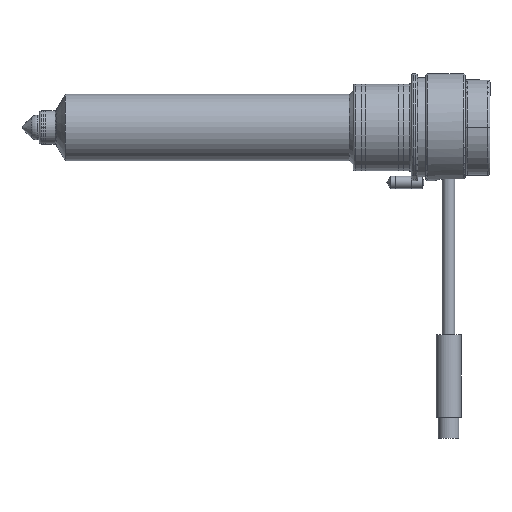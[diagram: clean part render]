
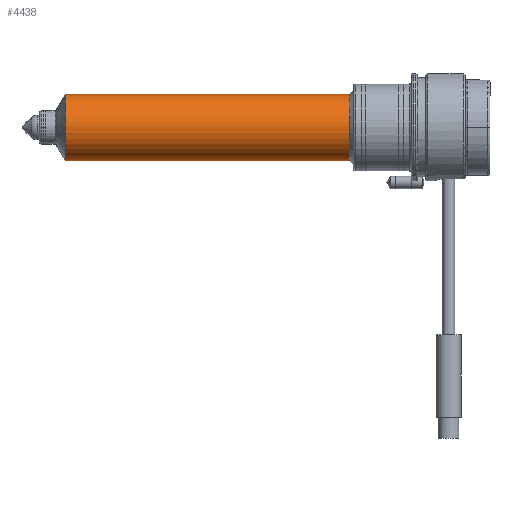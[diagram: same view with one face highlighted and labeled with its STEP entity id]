
A CAD part, top view. The second image highlights one B-rep face of the part: STEP entity #4438.
In plain terms, the highlighted cylindrical face has radius 8 mm (diameter 16 mm), a partial arc.
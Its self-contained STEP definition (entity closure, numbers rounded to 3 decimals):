
#10 = CARTESIAN_POINT ( 'NONE',  ( 8., 0., -79. ) ) ;
#418 = DIRECTION ( 'NONE',  ( 0., 0., -1. ) ) ;
#455 = EDGE_CURVE ( 'NONE', #13281, #5183, #12340, .T. ) ;
#738 = DIRECTION ( 'NONE',  ( 0., 0., -1. ) ) ;
#803 = DIRECTION ( 'NONE',  ( -1., 0., 0. ) ) ;
#1272 = VECTOR ( 'NONE', #418, 1000. ) ;
#1488 = DIRECTION ( 'NONE',  ( -1., 0., 0. ) ) ;
#1774 = CARTESIAN_POINT ( 'NONE',  ( 8., 0., -10.436 ) ) ;
#2180 = CARTESIAN_POINT ( 'NONE',  ( -8., 0., -79. ) ) ;
#2811 = VERTEX_POINT ( 'NONE', #2180 ) ;
#3990 = AXIS2_PLACEMENT_3D ( 'NONE', #5877, #15992, #803 ) ;
#4438 = ADVANCED_FACE ( 'NONE', ( #15751 ), #9029, .T. ) ;
#4553 = CARTESIAN_POINT ( 'NONE',  ( -8., 0., 0. ) ) ;
#5183 = VERTEX_POINT ( 'NONE', #10 ) ;
#5436 = CIRCLE ( 'NONE', #15066, 8. ) ;
#5484 = DIRECTION ( 'NONE',  ( 0., 0., 1. ) ) ;
#5877 = CARTESIAN_POINT ( 'NONE',  ( 0., 0., -10.436 ) ) ;
#6134 = LINE ( 'NONE', #4553, #9891 ) ;
#6530 = CARTESIAN_POINT ( 'NONE',  ( 0., 0., -79. ) ) ;
#7914 = ORIENTED_EDGE ( 'NONE', *, *, #8462, .T. ) ;
#8462 = EDGE_CURVE ( 'NONE', #5183, #2811, #5436, .T. ) ;
#9029 = CYLINDRICAL_SURFACE ( 'NONE', #15519, 8. ) ;
#9891 = VECTOR ( 'NONE', #738, 1000. ) ;
#10195 = DIRECTION ( 'NONE',  ( 0., 0., -1. ) ) ;
#10770 = ORIENTED_EDGE ( 'NONE', *, *, #455, .T. ) ;
#11505 = VERTEX_POINT ( 'NONE', #13602 ) ;
#11871 = EDGE_LOOP ( 'NONE', ( #12837, #10770, #7914, #15116 ) ) ;
#11879 = CIRCLE ( 'NONE', #3990, 8. ) ;
#12340 = LINE ( 'NONE', #13146, #1272 ) ;
#12531 = CARTESIAN_POINT ( 'NONE',  ( 0., 0., 0. ) ) ;
#12576 = EDGE_CURVE ( 'NONE', #11505, #13281, #11879, .T. ) ;
#12642 = EDGE_CURVE ( 'NONE', #11505, #2811, #6134, .T. ) ;
#12704 = DIRECTION ( 'NONE',  ( -1., 0., 0. ) ) ;
#12837 = ORIENTED_EDGE ( 'NONE', *, *, #12576, .T. ) ;
#13146 = CARTESIAN_POINT ( 'NONE',  ( 8., 0., 0. ) ) ;
#13281 = VERTEX_POINT ( 'NONE', #1774 ) ;
#13602 = CARTESIAN_POINT ( 'NONE',  ( -8., 0., -10.436 ) ) ;
#15066 = AXIS2_PLACEMENT_3D ( 'NONE', #6530, #5484, #1488 ) ;
#15116 = ORIENTED_EDGE ( 'NONE', *, *, #12642, .F. ) ;
#15519 = AXIS2_PLACEMENT_3D ( 'NONE', #12531, #10195, #12704 ) ;
#15751 = FACE_OUTER_BOUND ( 'NONE', #11871, .T. ) ;
#15992 = DIRECTION ( 'NONE',  ( 0., 0., -1. ) ) ;
